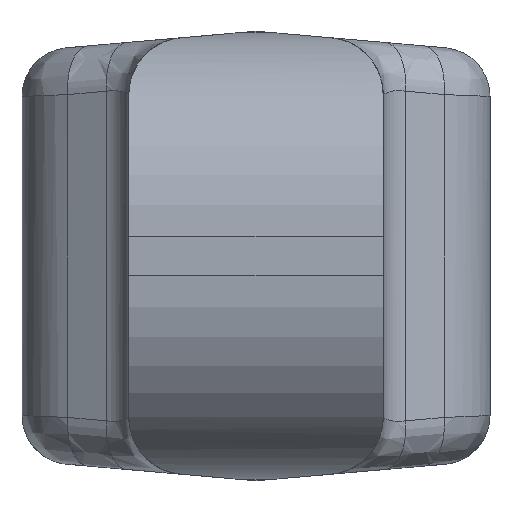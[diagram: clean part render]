
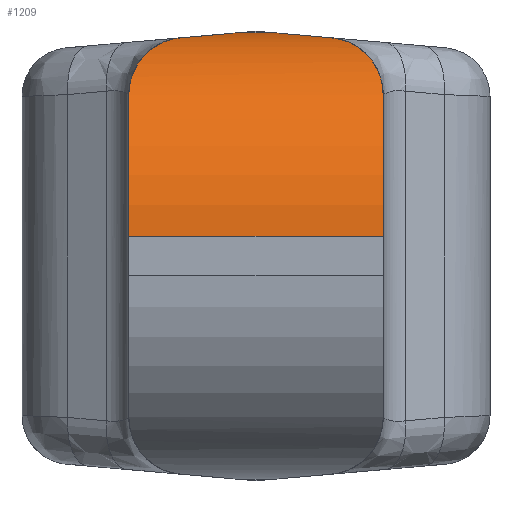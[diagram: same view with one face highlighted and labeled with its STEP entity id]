
A CAD part, left-side view. The second image highlights one B-rep face of the part: STEP entity #1209.
In plain terms, the highlighted cylindrical face has radius 12.7 mm (diameter 25.4 mm), a partial arc.
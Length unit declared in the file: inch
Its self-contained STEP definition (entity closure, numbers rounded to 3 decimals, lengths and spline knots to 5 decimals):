
#31 = CARTESIAN_POINT ( 'NONE',  ( -0.9, 0.3125, 0.04823 ) ) ;
#72 = ORIENTED_EDGE ( 'NONE', *, *, #1631, .T. ) ;
#139 = CARTESIAN_POINT ( 'NONE',  ( -1.18736, 0.29884, 0.45762 ) ) ;
#185 = AXIS2_PLACEMENT_3D ( 'NONE', #31, #217, #1126 ) ;
#213 = CARTESIAN_POINT ( 'NONE',  ( -1.1873, -0.29883, 0.45766 ) ) ;
#217 = DIRECTION ( 'NONE',  ( 0., -1., 0. ) ) ;
#224 = CARTESIAN_POINT ( 'NONE',  ( -1.01161, -0.19112, 0.53562 ) ) ;
#294 = CYLINDRICAL_SURFACE ( 'NONE', #2876, 0.5 ) ;
#356 = CARTESIAN_POINT ( 'NONE',  ( -1.02448, 0.20697, 0.53251 ) ) ;
#367 = CARTESIAN_POINT ( 'NONE',  ( -1.23937, 0.3125, 0.41645 ) ) ;
#383 = EDGE_CURVE ( 'NONE', #2710, #1508, #1879, .T. ) ;
#410 = CARTESIAN_POINT ( 'NONE',  ( -0.9, -0.047, 0.54823 ) ) ;
#426 = ORIENTED_EDGE ( 'NONE', *, *, #647, .T. ) ;
#447 = CARTESIAN_POINT ( 'NONE',  ( -1.15467, -0.28627, 0.4787 ) ) ;
#457 = CARTESIAN_POINT ( 'NONE',  ( -1.0091, 0.1847, 0.53618 ) ) ;
#475 = B_SPLINE_CURVE_WITH_KNOTS ( 'NONE', 3,
 ( #1121, #2910, #1582, #213, #1806, #447, #2030, #684, #2254, #890, #2476, #1131, #2697, #1362, #2920, #1596, #224, #1817 ),
 .UNSPECIFIED., .F., .F.,
 ( 4, 2, 2, 2, 2, 2, 2, 2, 4 ),
 ( 0., 0.00206, 0.00309, 0.00413, 0.00516, 0.00619, 0.00722, 0.00774, 0.00825 ),
 .UNSPECIFIED. ) ;
#505 = CARTESIAN_POINT ( 'NONE',  ( -1.0091, 0.1847, 0.53618 ) ) ;
#506 = ORIENTED_EDGE ( 'NONE', *, *, #2700, .T. ) ;
#509 = DIRECTION ( 'NONE',  ( 0., 0., 1. ) ) ;
#525 = DIRECTION ( 'NONE',  ( 0., 1., 0. ) ) ;
#597 = ORIENTED_EDGE ( 'NONE', *, *, #383, .T. ) ;
#602 = CARTESIAN_POINT ( 'NONE',  ( -1.04458, 0.22458, 0.52698 ) ) ;
#643 = VECTOR ( 'NONE', #1699, 39.37008 ) ;
#647 = EDGE_CURVE ( 'NONE', #658, #2571, #704, .T. ) ;
#658 = VERTEX_POINT ( 'NONE', #1000 ) ;
#683 = EDGE_CURVE ( 'NONE', #1927, #1442, #1081, .T. ) ;
#684 = CARTESIAN_POINT ( 'NONE',  ( -1.12172, -0.27095, 0.49655 ) ) ;
#696 = CARTESIAN_POINT ( 'NONE',  ( -0.93673, 0.047, 0.54823 ) ) ;
#704 = CIRCLE ( 'NONE', #185, 0.5 ) ;
#753 = CARTESIAN_POINT ( 'NONE',  ( -1.4, -0.3125, 0.04823 ) ) ;
#812 = CARTESIAN_POINT ( 'NONE',  ( -1.07736, 0.24646, 0.51586 ) ) ;
#837 = B_SPLINE_CURVE_WITH_KNOTS ( 'NONE', 3,
 ( #2825, #1275, #1726, #356, #1952, #602, #2171, #812, #2391, #1044, #2613, #1281, #2838, #1499, #139, #1735, #367, #1961 ),
 .UNSPECIFIED., .F., .F.,
 ( 4, 2, 2, 2, 2, 2, 2, 2, 4 ),
 ( 0., 0.00052, 0.00104, 0.00208, 0.00312, 0.00416, 0.0052, 0.00624, 0.00832 ),
 .UNSPECIFIED. ) ;
#847 = CARTESIAN_POINT ( 'NONE',  ( -0.97325, -0.09309, 0.5442 ) ) ;
#855 = DIRECTION ( 'NONE',  ( 0., 1., 0. ) ) ;
#864 = CARTESIAN_POINT ( 'NONE',  ( -1.4, -0.375, 0.04823 ) ) ;
#890 = CARTESIAN_POINT ( 'NONE',  ( -1.08845, -0.25301, 0.51151 ) ) ;
#940 = VERTEX_POINT ( 'NONE', #2370 ) ;
#1000 = CARTESIAN_POINT ( 'NONE',  ( -1.25855, 0.3125, 0.39671 ) ) ;
#1014 = VECTOR ( 'NONE', #855, 39.37008 ) ;
#1019 = EDGE_CURVE ( 'NONE', #940, #1304, #1190, .T. ) ;
#1044 = CARTESIAN_POINT ( 'NONE',  ( -1.11062, 0.26526, 0.50186 ) ) ;
#1081 = CIRCLE ( 'NONE', #2451, 0.5 ) ;
#1088 = LINE ( 'NONE', #864, #1014 ) ;
#1113 = CARTESIAN_POINT ( 'NONE',  ( -0.9, -0.3125, 0.04823 ) ) ;
#1121 = CARTESIAN_POINT ( 'NONE',  ( -1.25855, -0.3125, 0.39671 ) ) ;
#1126 = DIRECTION ( 'NONE',  ( -1., 0., 0. ) ) ;
#1131 = CARTESIAN_POINT ( 'NONE',  ( -1.05534, -0.23215, 0.52363 ) ) ;
#1176 = EDGE_CURVE ( 'NONE', #1442, #940, #475, .T. ) ;
#1190 =( BOUNDED_CURVE ( )  B_SPLINE_CURVE ( 3, ( #1543, #847, #1772, #410 ),
 .UNSPECIFIED., .F., .F. ) 
 B_SPLINE_CURVE_WITH_KNOTS ( ( 4, 4 ),
 ( 6.06322, 6.28319 ),
 .UNSPECIFIED. ) 
 CURVE ( )  GEOMETRIC_REPRESENTATION_ITEM ( )  RATIONAL_B_SPLINE_CURVE ( ( 1., 0.996, 0.996, 1. ) ) 
 REPRESENTATION_ITEM ( '' )  );
#1209 = ADVANCED_FACE ( 'NONE', ( #2688 ), #294, .T. ) ;
#1275 = CARTESIAN_POINT ( 'NONE',  ( -1.01163, 0.19118, 0.53561 ) ) ;
#1281 = CARTESIAN_POINT ( 'NONE',  ( -1.14367, 0.28142, 0.48501 ) ) ;
#1285 = ORIENTED_EDGE ( 'NONE', *, *, #683, .T. ) ;
#1304 = VERTEX_POINT ( 'NONE', #2145 ) ;
#1362 = CARTESIAN_POINT ( 'NONE',  ( -1.02927, -0.21147, 0.53126 ) ) ;
#1377 = LINE ( 'NONE', #2360, #643 ) ;
#1381 = CARTESIAN_POINT ( 'NONE',  ( -1.25855, -0.3125, 0.39671 ) ) ;
#1442 = VERTEX_POINT ( 'NONE', #1381 ) ;
#1496 = ORIENTED_EDGE ( 'NONE', *, *, #2832, .F. ) ;
#1499 = CARTESIAN_POINT ( 'NONE',  ( -1.17644, 0.29495, 0.46506 ) ) ;
#1508 = VERTEX_POINT ( 'NONE', #505 ) ;
#1543 = CARTESIAN_POINT ( 'NONE',  ( -1.0091, -0.1847, 0.53618 ) ) ;
#1568 = DIRECTION ( 'NONE',  ( 1., 0., 0. ) ) ;
#1582 = CARTESIAN_POINT ( 'NONE',  ( -1.2192, -0.30852, 0.43399 ) ) ;
#1596 = CARTESIAN_POINT ( 'NONE',  ( -1.01555, -0.19665, 0.53471 ) ) ;
#1608 = CARTESIAN_POINT ( 'NONE',  ( -0.9, 0.047, 0.54823 ) ) ;
#1631 = EDGE_CURVE ( 'NONE', #1508, #658, #837, .T. ) ;
#1699 = DIRECTION ( 'NONE',  ( 0., 1., 0. ) ) ;
#1726 = CARTESIAN_POINT ( 'NONE',  ( -1.01558, 0.19669, 0.53471 ) ) ;
#1735 = CARTESIAN_POINT ( 'NONE',  ( -1.21918, 0.30851, 0.434 ) ) ;
#1772 = CARTESIAN_POINT ( 'NONE',  ( -0.93673, -0.047, 0.54823 ) ) ;
#1806 = CARTESIAN_POINT ( 'NONE',  ( -1.17642, -0.29494, 0.46507 ) ) ;
#1817 = CARTESIAN_POINT ( 'NONE',  ( -1.0091, -0.1847, 0.53618 ) ) ;
#1879 =( BOUNDED_CURVE ( )  B_SPLINE_CURVE ( 3, ( #1608, #696, #2046, #457 ),
 .UNSPECIFIED., .F., .F. ) 
 B_SPLINE_CURVE_WITH_KNOTS ( ( 4, 4 ),
 ( 3.14159, 3.36156 ),
 .UNSPECIFIED. ) 
 CURVE ( )  GEOMETRIC_REPRESENTATION_ITEM ( )  RATIONAL_B_SPLINE_CURVE ( ( 1., 0.996, 0.996, 1. ) ) 
 REPRESENTATION_ITEM ( '' )  );
#1927 = VERTEX_POINT ( 'NONE', #753 ) ;
#1930 = ORIENTED_EDGE ( 'NONE', *, *, #1176, .T. ) ;
#1952 = CARTESIAN_POINT ( 'NONE',  ( -1.0294, 0.21159, 0.53122 ) ) ;
#1961 = CARTESIAN_POINT ( 'NONE',  ( -1.25855, 0.3125, 0.39671 ) ) ;
#2030 = CARTESIAN_POINT ( 'NONE',  ( -1.14372, -0.28145, 0.48498 ) ) ;
#2046 = CARTESIAN_POINT ( 'NONE',  ( -0.97325, 0.09309, 0.5442 ) ) ;
#2145 = CARTESIAN_POINT ( 'NONE',  ( -0.9, -0.047, 0.54823 ) ) ;
#2171 = CARTESIAN_POINT ( 'NONE',  ( -1.05537, 0.23218, 0.52362 ) ) ;
#2254 = CARTESIAN_POINT ( 'NONE',  ( -1.11065, -0.26528, 0.50185 ) ) ;
#2293 = DIRECTION ( 'NONE',  ( 0., 1., 0. ) ) ;
#2318 = CARTESIAN_POINT ( 'NONE',  ( -1.4, 0.3125, 0.04823 ) ) ;
#2360 = CARTESIAN_POINT ( 'NONE',  ( -0.9, -0.375, 0.54823 ) ) ;
#2370 = CARTESIAN_POINT ( 'NONE',  ( -1.0091, -0.1847, 0.53618 ) ) ;
#2391 = CARTESIAN_POINT ( 'NONE',  ( -1.08848, 0.25303, 0.5115 ) ) ;
#2451 = AXIS2_PLACEMENT_3D ( 'NONE', #1113, #525, #1568 ) ;
#2476 = CARTESIAN_POINT ( 'NONE',  ( -1.07727, -0.24641, 0.51589 ) ) ;
#2571 = VERTEX_POINT ( 'NONE', #2318 ) ;
#2587 = CARTESIAN_POINT ( 'NONE',  ( -0.9, 0.047, 0.54823 ) ) ;
#2613 = CARTESIAN_POINT ( 'NONE',  ( -1.12167, 0.27093, 0.49658 ) ) ;
#2659 = ORIENTED_EDGE ( 'NONE', *, *, #1019, .T. ) ;
#2688 = FACE_OUTER_BOUND ( 'NONE', #2769, .T. ) ;
#2697 = CARTESIAN_POINT ( 'NONE',  ( -1.04447, -0.22451, 0.52702 ) ) ;
#2700 = EDGE_CURVE ( 'NONE', #1304, #2710, #1377, .T. ) ;
#2710 = VERTEX_POINT ( 'NONE', #2587 ) ;
#2740 = CARTESIAN_POINT ( 'NONE',  ( -0.9, -0.375, 0.04823 ) ) ;
#2769 = EDGE_LOOP ( 'NONE', ( #597, #72, #426, #1496, #1285, #1930, #2659, #506 ) ) ;
#2825 = CARTESIAN_POINT ( 'NONE',  ( -1.0091, 0.1847, 0.53618 ) ) ;
#2832 = EDGE_CURVE ( 'NONE', #1927, #2571, #1088, .T. ) ;
#2838 = CARTESIAN_POINT ( 'NONE',  ( -1.15463, 0.28625, 0.47873 ) ) ;
#2876 = AXIS2_PLACEMENT_3D ( 'NONE', #2740, #2293, #509 ) ;
#2910 = CARTESIAN_POINT ( 'NONE',  ( -1.2394, -0.3125, 0.41642 ) ) ;
#2920 = CARTESIAN_POINT ( 'NONE',  ( -1.0244, -0.20688, 0.53253 ) ) ;
